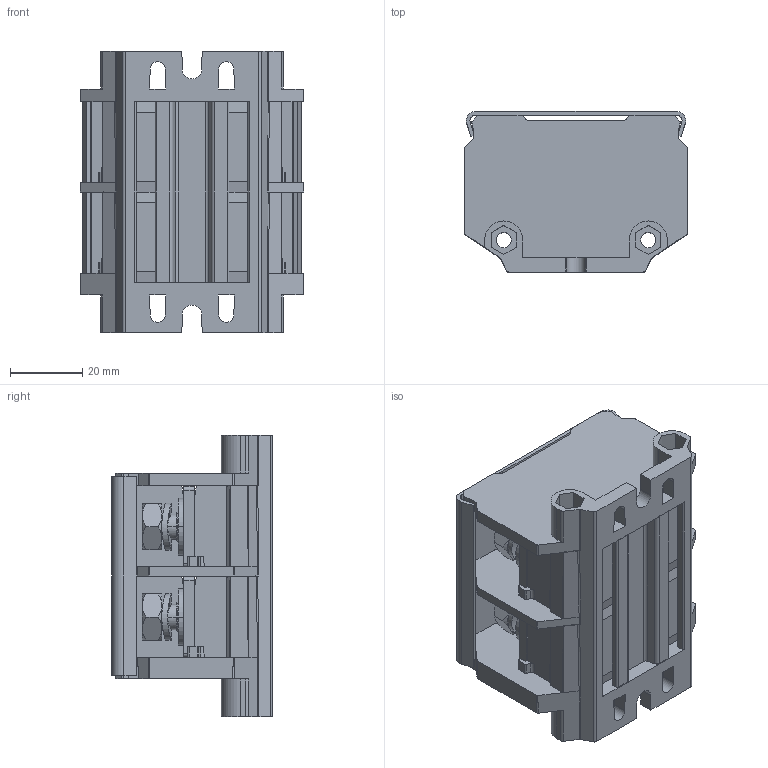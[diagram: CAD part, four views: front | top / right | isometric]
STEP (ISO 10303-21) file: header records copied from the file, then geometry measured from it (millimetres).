
FILE_DESCRIPTION((''),'2;1');
FILE_NAME('1111','2023-06-14T',('Administrator'),(''),'PRO/ENGINEER BY PARAMETRIC TECHNOLOGY CORPORATION, 2013230','PRO/ENGINEER BY PARAMETRIC TECHNOLOGY CORPORATION, 2013230','');
FILE_SCHEMA(('CONFIG_CONTROL_DESIGN'));
Products named in the file (1): 1111
Bounding box: 62 x 44.5 x 78 mm (x, y, z)
Volume: 78755 mm3; surface area: 50176.5 mm2
Topology: 3 solids, 3 shells, 981 faces, 2751 edges, 1770 vertices
Faces by surface type: plane 476, cylinder 303, bspline 118, cone 66, torus 10, sphere 4, extrusion 4
Entity records: 49824 total; most frequent: CARTESIAN_POINT 25705, ORIENTED_EDGE 5478, DIRECTION 4335, EDGE_CURVE 2739, VERTEX_POINT 1770, VECTOR 1591, LINE 1587, AXIS2_PLACEMENT_3D 1372
